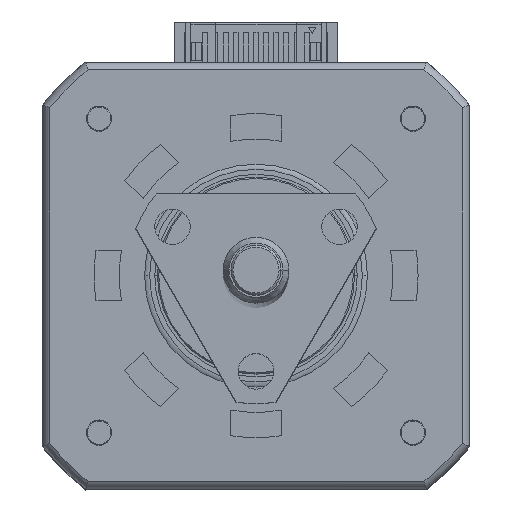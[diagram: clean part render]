
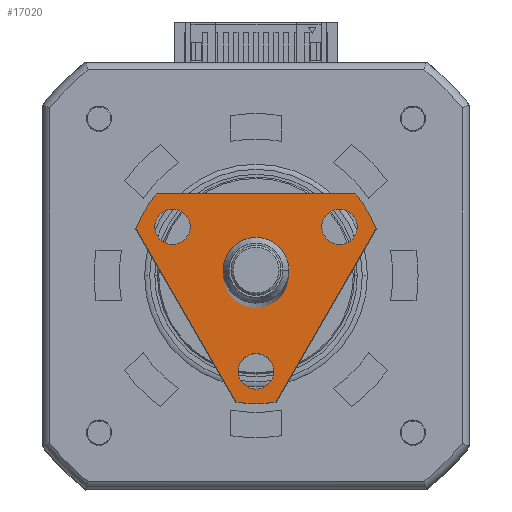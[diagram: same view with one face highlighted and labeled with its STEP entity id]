
A CAD part, top view. The second image highlights one B-rep face of the part: STEP entity #17020.
In plain terms, the highlighted planar face has unit normal (0, 0, 1).
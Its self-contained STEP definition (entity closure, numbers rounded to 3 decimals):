
#749 = VERTEX_POINT ( 'NONE', #4299 ) ;
#894 = VERTEX_POINT ( 'NONE', #2213 ) ;
#966 = VERTEX_POINT ( 'NONE', #27871 ) ;
#1896 = DIRECTION ( 'NONE',  ( 1., 0., 0. ) ) ;
#2114 = CIRCLE ( 'NONE', #4045, 12.7 ) ;
#2213 = CARTESIAN_POINT ( 'NONE',  ( 12.542, -1.996, 34. ) ) ;
#2623 = VERTEX_POINT ( 'NONE', #4461 ) ;
#3127 = DIRECTION ( 'NONE',  ( -1., 0., 0. ) ) ;
#3247 = DIRECTION ( 'NONE',  ( 0., 0., 1. ) ) ;
#3585 = ORIENTED_EDGE ( 'NONE', *, *, #14413, .F. ) ;
#4045 = AXIS2_PLACEMENT_3D ( 'NONE', #30658, #25332, #11346 ) ;
#4202 = ORIENTED_EDGE ( 'NONE', *, *, #20595, .F. ) ;
#4299 = CARTESIAN_POINT ( 'NONE',  ( -4.542, -11.86, 34. ) ) ;
#4461 = CARTESIAN_POINT ( 'NONE',  ( -4.542, 11.86, 34. ) ) ;
#4491 = VERTEX_POINT ( 'NONE', #35963 ) ;
#4674 = CARTESIAN_POINT ( 'NONE',  ( 3., 0., 34. ) ) ;
#4781 = CIRCLE ( 'NONE', #35334, 1.75 ) ;
#4947 = CARTESIAN_POINT ( 'NONE',  ( -8., 0., 34. ) ) ;
#4951 = DIRECTION ( 'NONE',  ( 0., 0., 1. ) ) ;
#5053 = AXIS2_PLACEMENT_3D ( 'NONE', #31097, #8974, #25898 ) ;
#5078 = DIRECTION ( 'NONE',  ( 1., 0., 0. ) ) ;
#5177 = DIRECTION ( 'NONE',  ( 0., 0., 1. ) ) ;
#5274 = DIRECTION ( 'NONE',  ( -1., 0., 0. ) ) ;
#6053 = EDGE_CURVE ( 'NONE', #36019, #32657, #14954, .T. ) ;
#6152 = ORIENTED_EDGE ( 'NONE', *, *, #16625, .F. ) ;
#6486 = ORIENTED_EDGE ( 'NONE', *, *, #35815, .F. ) ;
#6822 = EDGE_CURVE ( 'NONE', #749, #36019, #15867, .T. ) ;
#7267 = DIRECTION ( 'NONE',  ( 0., 1., 0. ) ) ;
#7612 = CIRCLE ( 'NONE', #35176, 3. ) ;
#7861 = DIRECTION ( 'NONE',  ( -1., 0., 0. ) ) ;
#8353 = DIRECTION ( 'NONE',  ( 0., 0., 1. ) ) ;
#8970 = ORIENTED_EDGE ( 'NONE', *, *, #35065, .F. ) ;
#8974 = DIRECTION ( 'NONE',  ( 0., 0., -1. ) ) ;
#9515 = EDGE_LOOP ( 'NONE', ( #23677, #12579 ) ) ;
#9948 = EDGE_CURVE ( 'NONE', #28038, #17018, #22606, .T. ) ;
#9981 = ORIENTED_EDGE ( 'NONE', *, *, #32559, .F. ) ;
#10032 = CARTESIAN_POINT ( 'NONE',  ( -3., 0., 34. ) ) ;
#10426 = DIRECTION ( 'NONE',  ( -1., 0., 0. ) ) ;
#10735 = DIRECTION ( 'NONE',  ( 0., 0., -1. ) ) ;
#11118 = CIRCLE ( 'NONE', #33924, 1.75 ) ;
#11146 = CIRCLE ( 'NONE', #27448, 3. ) ;
#11235 = VERTEX_POINT ( 'NONE', #10032 ) ;
#11284 = VERTEX_POINT ( 'NONE', #4674 ) ;
#11346 = DIRECTION ( 'NONE',  ( 1., 0., 0. ) ) ;
#11453 = AXIS2_PLACEMENT_3D ( 'NONE', #30330, #13572, #19236 ) ;
#12465 = CARTESIAN_POINT ( 'NONE',  ( 12.542, -1.996, 34. ) ) ;
#12579 = ORIENTED_EDGE ( 'NONE', *, *, #22581, .F. ) ;
#12939 = EDGE_CURVE ( 'NONE', #19425, #32309, #2114, .T. ) ;
#13087 = FACE_BOUND ( 'NONE', #14309, .T. ) ;
#13329 = CARTESIAN_POINT ( 'NONE',  ( 0., 0., 34. ) ) ;
#13541 = CARTESIAN_POINT ( 'NONE',  ( -3.012, 8.249, 34. ) ) ;
#13572 = DIRECTION ( 'NONE',  ( 0., 0., -1. ) ) ;
#13579 = DIRECTION ( 'NONE',  ( 0., 0., 1. ) ) ;
#14309 = EDGE_LOOP ( 'NONE', ( #34425, #6152 ) ) ;
#14329 = CARTESIAN_POINT ( 'NONE',  ( -4.762, 8.249, 34. ) ) ;
#14413 = EDGE_CURVE ( 'NONE', #11235, #11284, #7612, .T. ) ;
#14627 = CARTESIAN_POINT ( 'NONE',  ( -8., -9.864, 34. ) ) ;
#14677 = DIRECTION ( 'NONE',  ( 0., 0., 1. ) ) ;
#14911 = VERTEX_POINT ( 'NONE', #16585 ) ;
#14954 = LINE ( 'NONE', #4947, #26385 ) ;
#15295 = CARTESIAN_POINT ( 'NONE',  ( 0., 0., 34. ) ) ;
#15867 = CIRCLE ( 'NONE', #24074, 12.7 ) ;
#16209 = ORIENTED_EDGE ( 'NONE', *, *, #6822, .F. ) ;
#16327 = CARTESIAN_POINT ( 'NONE',  ( -4.542, 11.86, 34. ) ) ;
#16563 = CARTESIAN_POINT ( 'NONE',  ( 0., 0., 34. ) ) ;
#16585 = CARTESIAN_POINT ( 'NONE',  ( -3.012, -8.249, 34. ) ) ;
#16621 = DIRECTION ( 'NONE',  ( -1., 0., 0. ) ) ;
#16625 = EDGE_CURVE ( 'NONE', #17018, #28038, #27621, .T. ) ;
#17018 = VERTEX_POINT ( 'NONE', #13541 ) ;
#17020 = ADVANCED_FACE ( 'NONE', ( #21421, #23181, #20548, #13087, #29267 ), #19202, .F. ) ;
#18120 = DIRECTION ( 'NONE',  ( -0.866, -0.5, 0. ) ) ;
#18267 = DIRECTION ( 'NONE',  ( 0., 0., 1. ) ) ;
#18679 = LINE ( 'NONE', #16327, #21756 ) ;
#18703 = AXIS2_PLACEMENT_3D ( 'NONE', #32184, #18267, #35705 ) ;
#19202 = PLANE ( 'NONE',  #19344 ) ;
#19236 = DIRECTION ( 'NONE',  ( 1., 0., 0. ) ) ;
#19344 = AXIS2_PLACEMENT_3D ( 'NONE', #24489, #10735, #5274 ) ;
#19425 = VERTEX_POINT ( 'NONE', #28926 ) ;
#19793 = CARTESIAN_POINT ( 'NONE',  ( -4.762, -8.249, 34. ) ) ;
#20441 = CARTESIAN_POINT ( 'NONE',  ( -4.762, 8.249, 34. ) ) ;
#20548 = FACE_BOUND ( 'NONE', #9515, .T. ) ;
#20595 = EDGE_CURVE ( 'NONE', #14911, #4491, #27282, .T. ) ;
#20705 = CIRCLE ( 'NONE', #5053, 12.7 ) ;
#21421 = FACE_BOUND ( 'NONE', #30329, .T. ) ;
#21584 = LINE ( 'NONE', #12465, #22052 ) ;
#21676 = CARTESIAN_POINT ( 'NONE',  ( 9.525, 0., 34. ) ) ;
#21756 = VECTOR ( 'NONE', #25028, 1000. ) ;
#22052 = VECTOR ( 'NONE', #18120, 1000. ) ;
#22581 = EDGE_CURVE ( 'NONE', #34901, #966, #4781, .T. ) ;
#22606 = CIRCLE ( 'NONE', #23433, 1.75 ) ;
#22740 = EDGE_LOOP ( 'NONE', ( #24334, #8970, #29532, #16209, #9981, #35213, #29219 ) ) ;
#23181 = FACE_BOUND ( 'NONE', #25711, .T. ) ;
#23379 = AXIS2_PLACEMENT_3D ( 'NONE', #33256, #4951, #7861 ) ;
#23433 = AXIS2_PLACEMENT_3D ( 'NONE', #14329, #3247, #3127 ) ;
#23677 = ORIENTED_EDGE ( 'NONE', *, *, #32141, .F. ) ;
#23992 = EDGE_CURVE ( 'NONE', #2623, #19425, #18679, .T. ) ;
#24074 = AXIS2_PLACEMENT_3D ( 'NONE', #15295, #29473, #26961 ) ;
#24334 = ORIENTED_EDGE ( 'NONE', *, *, #23992, .F. ) ;
#24489 = CARTESIAN_POINT ( 'NONE',  ( 0., 0., 34. ) ) ;
#24569 = EDGE_CURVE ( 'NONE', #11284, #11235, #11146, .T. ) ;
#25028 = DIRECTION ( 'NONE',  ( 0.866, -0.5, 0. ) ) ;
#25332 = DIRECTION ( 'NONE',  ( 0., 0., -1. ) ) ;
#25711 = EDGE_LOOP ( 'NONE', ( #6486, #4202 ) ) ;
#25898 = DIRECTION ( 'NONE',  ( 1., 0., 0. ) ) ;
#26385 = VECTOR ( 'NONE', #7267, 1000. ) ;
#26892 = AXIS2_PLACEMENT_3D ( 'NONE', #20441, #14677, #28757 ) ;
#26961 = DIRECTION ( 'NONE',  ( 1., 0., 0. ) ) ;
#27282 = CIRCLE ( 'NONE', #18703, 1.75 ) ;
#27448 = AXIS2_PLACEMENT_3D ( 'NONE', #13329, #5177, #1896 ) ;
#27621 = CIRCLE ( 'NONE', #26892, 1.75 ) ;
#27871 = CARTESIAN_POINT ( 'NONE',  ( 7.775, 0., 34. ) ) ;
#28038 = VERTEX_POINT ( 'NONE', #29998 ) ;
#28051 = CARTESIAN_POINT ( 'NONE',  ( 12.7, 0., 34. ) ) ;
#28757 = DIRECTION ( 'NONE',  ( -1., 0., 0. ) ) ;
#28926 = CARTESIAN_POINT ( 'NONE',  ( 12.542, 1.996, 34. ) ) ;
#29029 = EDGE_CURVE ( 'NONE', #32309, #894, #20705, .T. ) ;
#29219 = ORIENTED_EDGE ( 'NONE', *, *, #12939, .F. ) ;
#29267 = FACE_OUTER_BOUND ( 'NONE', #22740, .T. ) ;
#29473 = DIRECTION ( 'NONE',  ( 0., 0., -1. ) ) ;
#29532 = ORIENTED_EDGE ( 'NONE', *, *, #6053, .F. ) ;
#29974 = CIRCLE ( 'NONE', #11453, 12.7 ) ;
#29986 = CARTESIAN_POINT ( 'NONE',  ( 11.275, 0., 34. ) ) ;
#29998 = CARTESIAN_POINT ( 'NONE',  ( -6.512, 8.249, 34. ) ) ;
#30329 = EDGE_LOOP ( 'NONE', ( #33255, #3585 ) ) ;
#30330 = CARTESIAN_POINT ( 'NONE',  ( 0., 0., 34. ) ) ;
#30658 = CARTESIAN_POINT ( 'NONE',  ( 0., 0., 34. ) ) ;
#30802 = CARTESIAN_POINT ( 'NONE',  ( -8., 9.864, 34. ) ) ;
#31097 = CARTESIAN_POINT ( 'NONE',  ( 0., 0., 34. ) ) ;
#32141 = EDGE_CURVE ( 'NONE', #966, #34901, #34004, .T. ) ;
#32184 = CARTESIAN_POINT ( 'NONE',  ( -4.762, -8.249, 34. ) ) ;
#32309 = VERTEX_POINT ( 'NONE', #28051 ) ;
#32559 = EDGE_CURVE ( 'NONE', #894, #749, #21584, .T. ) ;
#32657 = VERTEX_POINT ( 'NONE', #30802 ) ;
#33255 = ORIENTED_EDGE ( 'NONE', *, *, #24569, .F. ) ;
#33256 = CARTESIAN_POINT ( 'NONE',  ( 9.525, 0., 34. ) ) ;
#33326 = DIRECTION ( 'NONE',  ( 0., 0., 1. ) ) ;
#33924 = AXIS2_PLACEMENT_3D ( 'NONE', #19793, #33326, #16621 ) ;
#34004 = CIRCLE ( 'NONE', #23379, 1.75 ) ;
#34425 = ORIENTED_EDGE ( 'NONE', *, *, #9948, .F. ) ;
#34901 = VERTEX_POINT ( 'NONE', #29986 ) ;
#35065 = EDGE_CURVE ( 'NONE', #32657, #2623, #29974, .T. ) ;
#35176 = AXIS2_PLACEMENT_3D ( 'NONE', #16563, #8353, #5078 ) ;
#35213 = ORIENTED_EDGE ( 'NONE', *, *, #29029, .F. ) ;
#35334 = AXIS2_PLACEMENT_3D ( 'NONE', #21676, #13579, #10426 ) ;
#35705 = DIRECTION ( 'NONE',  ( -1., 0., 0. ) ) ;
#35815 = EDGE_CURVE ( 'NONE', #4491, #14911, #11118, .T. ) ;
#35963 = CARTESIAN_POINT ( 'NONE',  ( -6.512, -8.249, 34. ) ) ;
#36019 = VERTEX_POINT ( 'NONE', #14627 ) ;
